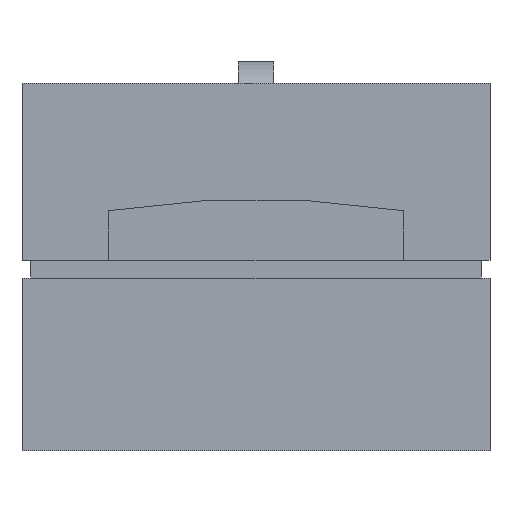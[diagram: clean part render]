
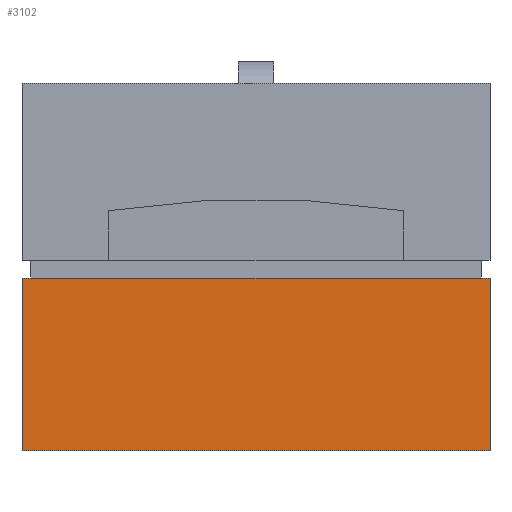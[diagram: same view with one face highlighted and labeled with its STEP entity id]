
A CAD part, front view. The second image highlights one B-rep face of the part: STEP entity #3102.
In plain terms, the highlighted planar face has unit normal (0, -1, 0).
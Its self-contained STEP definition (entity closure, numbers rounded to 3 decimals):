
#113=DIRECTION('',(1.,0.,0.));
#114=VECTOR('',#113,80.);
#115=CARTESIAN_POINT('',(0.,0.,0.));
#116=LINE('',#115,#114);
#203=DIRECTION('',(0.,0.,1.));
#204=VECTOR('',#203,29.5);
#205=CARTESIAN_POINT('',(80.,0.,0.));
#206=LINE('',#205,#204);
#275=DIRECTION('',(-1.,0.,0.));
#276=VECTOR('',#275,80.);
#277=CARTESIAN_POINT('',(80.,0.,29.5));
#278=LINE('',#277,#276);
#989=DIRECTION('',(0.,0.,1.));
#990=VECTOR('',#989,29.5);
#991=CARTESIAN_POINT('',(0.,0.,0.));
#992=LINE('',#991,#990);
#1536=CARTESIAN_POINT('',(0.,0.,0.));
#1537=CARTESIAN_POINT('',(80.,0.,0.));
#1538=VERTEX_POINT('',#1536);
#1539=VERTEX_POINT('',#1537);
#1852=CARTESIAN_POINT('',(80.,0.,29.5));
#1854=VERTEX_POINT('',#1852);
#1861=CARTESIAN_POINT('',(0.,0.,29.5));
#1863=VERTEX_POINT('',#1861);
#3090=CARTESIAN_POINT('',(0.,0.,0.));
#3091=DIRECTION('',(0.,-1.,0.));
#3092=DIRECTION('',(1.,0.,0.));
#3093=AXIS2_PLACEMENT_3D('',#3090,#3091,#3092);
#3094=PLANE('',#3093);
#3095=ORIENTED_EDGE('',*,*,#2181,.F.);
#3096=ORIENTED_EDGE('',*,*,#2065,.F.);
#3097=ORIENTED_EDGE('',*,*,#1981,.F.);
#3099=ORIENTED_EDGE('',*,*,#3098,.T.);
#3100=EDGE_LOOP('',(#3095,#3096,#3097,#3099));
#3101=FACE_OUTER_BOUND('',#3100,.F.);
#1981=EDGE_CURVE('',#1538,#1539,#116,.T.);
#2065=EDGE_CURVE('',#1539,#1854,#206,.T.);
#2181=EDGE_CURVE('',#1854,#1863,#278,.T.);
#3098=EDGE_CURVE('',#1538,#1863,#992,.T.);
#3102=ADVANCED_FACE('',(#3101),#3094,.T.);
